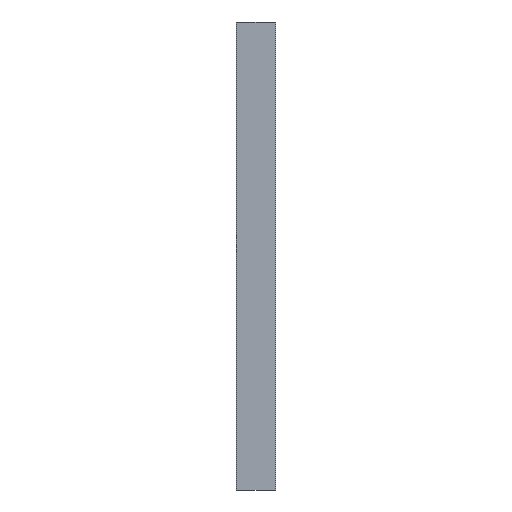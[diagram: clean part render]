
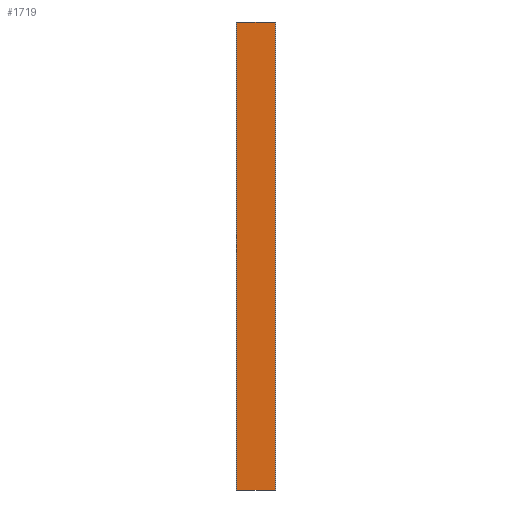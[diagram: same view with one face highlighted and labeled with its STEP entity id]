
A CAD part, front view. The second image highlights one B-rep face of the part: STEP entity #1719.
In plain terms, the highlighted planar face has unit normal (0, -1, 0).
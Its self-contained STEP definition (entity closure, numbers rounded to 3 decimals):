
#36 = CARTESIAN_POINT ( 'NONE',  ( -82., -70., 0. ) ) ;
#182 = AXIS2_PLACEMENT_3D ( 'NONE', #1277, #1272, #1269 ) ;
#250 = FACE_OUTER_BOUND ( 'NONE', #817, .T. ) ;
#494 = VECTOR ( 'NONE', #1273, 1000. ) ;
#497 = VECTOR ( 'NONE', #1259, 1000. ) ;
#503 = VECTOR ( 'NONE', #1361, 1000. ) ;
#505 = LINE ( 'NONE', #1226, #494 ) ;
#507 = LINE ( 'NONE', #1332, #503 ) ;
#508 = VECTOR ( 'NONE', #1326, 1000. ) ;
#509 = LINE ( 'NONE', #1314, #497 ) ;
#520 = LINE ( 'NONE', #1350, #508 ) ;
#817 = EDGE_LOOP ( 'NONE', ( #864, #871, #931, #968 ) ) ;
#864 = ORIENTED_EDGE ( 'NONE', *, *, #1168, .T. ) ;
#871 = ORIENTED_EDGE ( 'NONE', *, *, #1179, .F. ) ;
#931 = ORIENTED_EDGE ( 'NONE', *, *, #1188, .F. ) ;
#968 = ORIENTED_EDGE ( 'NONE', *, *, #1157, .T. ) ;
#974 = CARTESIAN_POINT ( 'NONE',  ( -82., -70., 2000. ) ) ;
#984 = VERTEX_POINT ( 'NONE', #36 ) ;
#1040 = VERTEX_POINT ( 'NONE', #1842 ) ;
#1157 = EDGE_CURVE ( 'NONE', #1827, #984, #520, .T. ) ;
#1168 = EDGE_CURVE ( 'NONE', #984, #1040, #507, .T. ) ;
#1179 = EDGE_CURVE ( 'NONE', #1467, #1040, #509, .T. ) ;
#1188 = EDGE_CURVE ( 'NONE', #1827, #1467, #505, .T. ) ;
#1226 = CARTESIAN_POINT ( 'NONE',  ( -82., -70., 2000. ) ) ;
#1259 = DIRECTION ( 'NONE',  ( 0., 0., -1. ) ) ;
#1269 = DIRECTION ( 'NONE',  ( 0., 0., 1. ) ) ;
#1272 = DIRECTION ( 'NONE',  ( 0., 1., 0. ) ) ;
#1273 = DIRECTION ( 'NONE',  ( 1., 0., 0. ) ) ;
#1275 = PLANE ( 'NONE',  #182 ) ;
#1277 = CARTESIAN_POINT ( 'NONE',  ( -82., -70., 2000. ) ) ;
#1314 = CARTESIAN_POINT ( 'NONE',  ( 82., -70., 2000. ) ) ;
#1326 = DIRECTION ( 'NONE',  ( 0., 0., -1. ) ) ;
#1332 = CARTESIAN_POINT ( 'NONE',  ( -82., -70., 0. ) ) ;
#1350 = CARTESIAN_POINT ( 'NONE',  ( -82., -70., 2000. ) ) ;
#1361 = DIRECTION ( 'NONE',  ( 1., 0., 0. ) ) ;
#1467 = VERTEX_POINT ( 'NONE', #1820 ) ;
#1719 = ADVANCED_FACE ( 'NONE', ( #250 ), #1275, .F. ) ;
#1820 = CARTESIAN_POINT ( 'NONE',  ( 82., -70., 2000. ) ) ;
#1827 = VERTEX_POINT ( 'NONE', #974 ) ;
#1842 = CARTESIAN_POINT ( 'NONE',  ( 82., -70., 0. ) ) ;
